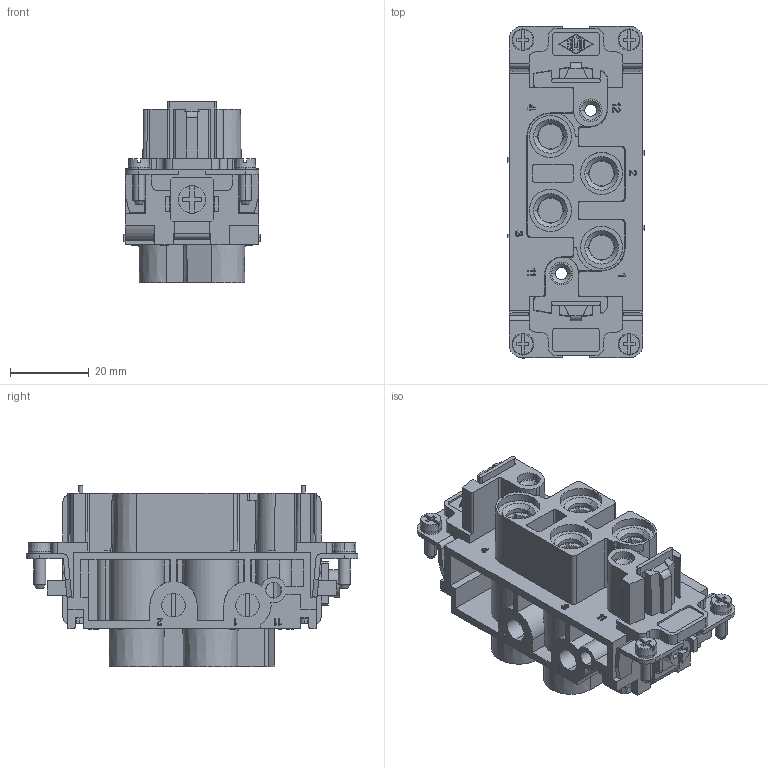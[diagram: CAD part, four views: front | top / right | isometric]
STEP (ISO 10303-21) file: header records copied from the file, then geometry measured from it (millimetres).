
FILE_DESCRIPTION(('Creo Elements/Direct Modeling STEP Export'),'2;1');
FILE_NAME('0lndrr04d35jgja344','2017-10-06T11:14:05',(''),(''),'PTC Creo Elements/Direct Modeling STEP processor for AP214 (Solid Model)','PTC Creo Elements/Direct Modeling 19.0B 21-Mar-2015 (C) Parametric Technology GmbH','');
FILE_SCHEMA(('AUTOMOTIVE_DESIGN { 1 0 10303 214 1 1 1 1 }'));
Length unit declared in the file: millimetre
Products named in the file (2): CXF_4-0_RY
Assembly tree (1 placements, depth 2):
  CXF_4-0_RY
    CXF_4-0_RY
Bounding box: 34.6 x 84.4 x 46.2 mm (x, y, z)
Volume: 44593 mm3; surface area: 28647.8 mm2
Topology: 1 solids, 1 shells, 1540 faces, 4345 edges, 2883 vertices
Faces by surface type: plane 1271, cylinder 225, cone 44
Entity records: 52888 total; most frequent: CARTESIAN_POINT 10324, ORIENTED_EDGE 8690, DIRECTION 7525, EDGE_CURVE 4345, VECTOR 3657, LINE 3657, VERTEX_POINT 2883, AXIS2_PLACEMENT_3D 1934
